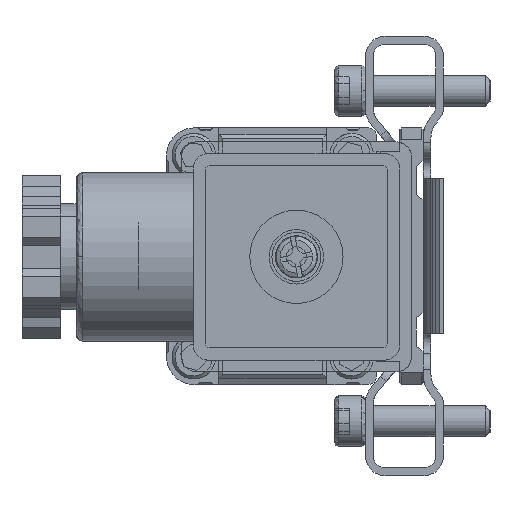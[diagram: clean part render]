
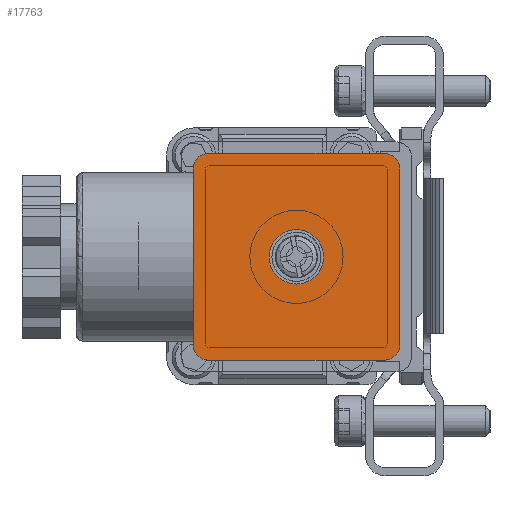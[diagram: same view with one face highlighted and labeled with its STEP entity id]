
A CAD part, left-side view. The second image highlights one B-rep face of the part: STEP entity #17763.
In plain terms, the highlighted planar face has unit normal (-1, 0, 0).
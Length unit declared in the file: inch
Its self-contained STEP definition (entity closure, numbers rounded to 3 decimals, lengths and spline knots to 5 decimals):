
#85 = DIRECTION ( 'NONE',  ( 1., 0., 0. ) ) ;
#236 = LINE ( 'NONE', #18401, #13332 ) ;
#409 = ORIENTED_EDGE ( 'NONE', *, *, #25590, .F. ) ;
#425 = CIRCLE ( 'NONE', #28179, 0.1378 ) ;
#555 = VERTEX_POINT ( 'NONE', #2694 ) ;
#921 = AXIS2_PLACEMENT_3D ( 'NONE', #1802, #8943, #20574 ) ;
#1119 = EDGE_LOOP ( 'NONE', ( #13844 ) ) ;
#1263 = ORIENTED_EDGE ( 'NONE', *, *, #3312, .F. ) ;
#1802 = CARTESIAN_POINT ( 'NONE',  ( -1.07087, 0.19685, 1.09133 ) ) ;
#2625 = DIRECTION ( 'NONE',  ( 1., 0., 0. ) ) ;
#2694 = CARTESIAN_POINT ( 'NONE',  ( -1.07087, 0.19685, 0.12282 ) ) ;
#2748 = DIRECTION ( 'NONE',  ( -1., 0., 0. ) ) ;
#3312 = EDGE_CURVE ( 'NONE', #19554, #10474, #3781, .T. ) ;
#3781 = CIRCLE ( 'NONE', #7735, 0.07874 ) ;
#4104 = VECTOR ( 'NONE', #4694, 39.37008 ) ;
#4445 = LINE ( 'NONE', #27850, #30559 ) ;
#4670 = ORIENTED_EDGE ( 'NONE', *, *, #15079, .F. ) ;
#4694 = DIRECTION ( 'NONE',  ( 0., 0., -1. ) ) ;
#5077 = VERTEX_POINT ( 'NONE', #15861 ) ;
#5905 = DIRECTION ( 'NONE',  ( 0., -1., 0. ) ) ;
#6354 = EDGE_LOOP ( 'NONE', ( #19156, #4670, #409, #8581, #6638, #14154, #20640, #1263 ) ) ;
#6516 = VERTEX_POINT ( 'NONE', #15220 ) ;
#6618 = CARTESIAN_POINT ( 'NONE',  ( -1.07087, 1.08661, 0.12282 ) ) ;
#6638 = ORIENTED_EDGE ( 'NONE', *, *, #24837, .F. ) ;
#7166 = CARTESIAN_POINT ( 'NONE',  ( -1.07087, 0.11811, 0.12282 ) ) ;
#7661 = AXIS2_PLACEMENT_3D ( 'NONE', #20133, #20435, #29766 ) ;
#7735 = AXIS2_PLACEMENT_3D ( 'NONE', #25551, #85, #28336 ) ;
#7883 = CARTESIAN_POINT ( 'NONE',  ( -1.07087, 0.19685, 0.20156 ) ) ;
#8581 = ORIENTED_EDGE ( 'NONE', *, *, #23746, .F. ) ;
#8855 = CIRCLE ( 'NONE', #921, 0.07874 ) ;
#8943 = DIRECTION ( 'NONE',  ( 1., 0., 0. ) ) ;
#9444 = EDGE_CURVE ( 'NONE', #13005, #13005, #425, .T. ) ;
#10187 = DIRECTION ( 'NONE',  ( 0., 0., -1. ) ) ;
#10474 = VERTEX_POINT ( 'NONE', #21064 ) ;
#10634 = CIRCLE ( 'NONE', #7661, 0.07874 ) ;
#11225 = AXIS2_PLACEMENT_3D ( 'NONE', #7883, #19975, #17797 ) ;
#11558 = DIRECTION ( 'NONE',  ( 0., 1., 0. ) ) ;
#12240 = FACE_BOUND ( 'NONE', #1119, .T. ) ;
#13005 = VERTEX_POINT ( 'NONE', #29467 ) ;
#13332 = VECTOR ( 'NONE', #16390, 39.37008 ) ;
#13844 = ORIENTED_EDGE ( 'NONE', *, *, #9444, .F. ) ;
#14154 = ORIENTED_EDGE ( 'NONE', *, *, #19196, .F. ) ;
#14672 = VERTEX_POINT ( 'NONE', #24978 ) ;
#15063 = LINE ( 'NONE', #24685, #21595 ) ;
#15079 = EDGE_CURVE ( 'NONE', #6516, #555, #24620, .T. ) ;
#15220 = CARTESIAN_POINT ( 'NONE',  ( -1.07087, 0.11811, 0.20156 ) ) ;
#15861 = CARTESIAN_POINT ( 'NONE',  ( -1.07087, 0.11811, 1.09133 ) ) ;
#16290 = DIRECTION ( 'NONE',  ( 0., 0., 1. ) ) ;
#16390 = DIRECTION ( 'NONE',  ( 0., 0., 1. ) ) ;
#17059 = CARTESIAN_POINT ( 'NONE',  ( -1.07087, 0.19685, 1.17007 ) ) ;
#17763 = ADVANCED_FACE ( 'NONE', ( #28231, #12240 ), #21400, .F. ) ;
#17797 = DIRECTION ( 'NONE',  ( 0., -1., 0. ) ) ;
#18401 = CARTESIAN_POINT ( 'NONE',  ( -1.07087, 1.16535, 0.12282 ) ) ;
#18977 = AXIS2_PLACEMENT_3D ( 'NONE', #21713, #2625, #16290 ) ;
#19156 = ORIENTED_EDGE ( 'NONE', *, *, #19481, .F. ) ;
#19196 = EDGE_CURVE ( 'NONE', #14672, #23426, #10634, .T. ) ;
#19481 = EDGE_CURVE ( 'NONE', #555, #19554, #4445, .T. ) ;
#19554 = VERTEX_POINT ( 'NONE', #6618 ) ;
#19975 = DIRECTION ( 'NONE',  ( 1., 0., 0. ) ) ;
#20133 = CARTESIAN_POINT ( 'NONE',  ( -1.07087, 1.08661, 1.09133 ) ) ;
#20435 = DIRECTION ( 'NONE',  ( 1., 0., 0. ) ) ;
#20574 = DIRECTION ( 'NONE',  ( 0., -1., 0. ) ) ;
#20640 = ORIENTED_EDGE ( 'NONE', *, *, #23908, .F. ) ;
#21064 = CARTESIAN_POINT ( 'NONE',  ( -1.07087, 1.16535, 0.20156 ) ) ;
#21400 = PLANE ( 'NONE',  #18977 ) ;
#21538 = CARTESIAN_POINT ( 'NONE',  ( -1.07087, 1.08661, 1.17007 ) ) ;
#21595 = VECTOR ( 'NONE', #5905, 39.37008 ) ;
#21713 = CARTESIAN_POINT ( 'NONE',  ( -1.07087, 1.16535, 0.12282 ) ) ;
#23426 = VERTEX_POINT ( 'NONE', #21538 ) ;
#23746 = EDGE_CURVE ( 'NONE', #29482, #5077, #8855, .T. ) ;
#23908 = EDGE_CURVE ( 'NONE', #10474, #14672, #236, .T. ) ;
#24620 = CIRCLE ( 'NONE', #11225, 0.07874 ) ;
#24628 = CARTESIAN_POINT ( 'NONE',  ( -1.07087, 0.64173, 0.64645 ) ) ;
#24685 = CARTESIAN_POINT ( 'NONE',  ( -1.07087, 1.16535, 1.17007 ) ) ;
#24837 = EDGE_CURVE ( 'NONE', #23426, #29482, #15063, .T. ) ;
#24978 = CARTESIAN_POINT ( 'NONE',  ( -1.07087, 1.16535, 1.09133 ) ) ;
#25551 = CARTESIAN_POINT ( 'NONE',  ( -1.07087, 1.08661, 0.20156 ) ) ;
#25590 = EDGE_CURVE ( 'NONE', #5077, #6516, #25787, .T. ) ;
#25787 = LINE ( 'NONE', #7166, #4104 ) ;
#27850 = CARTESIAN_POINT ( 'NONE',  ( -1.07087, 1.16535, 0.12282 ) ) ;
#28179 = AXIS2_PLACEMENT_3D ( 'NONE', #24628, #2748, #10187 ) ;
#28231 = FACE_OUTER_BOUND ( 'NONE', #6354, .T. ) ;
#28336 = DIRECTION ( 'NONE',  ( 0., -1., 0. ) ) ;
#29467 = CARTESIAN_POINT ( 'NONE',  ( -1.07087, 0.64173, 0.50865 ) ) ;
#29482 = VERTEX_POINT ( 'NONE', #17059 ) ;
#29766 = DIRECTION ( 'NONE',  ( 0., -1., 0. ) ) ;
#30559 = VECTOR ( 'NONE', #11558, 39.37008 ) ;
